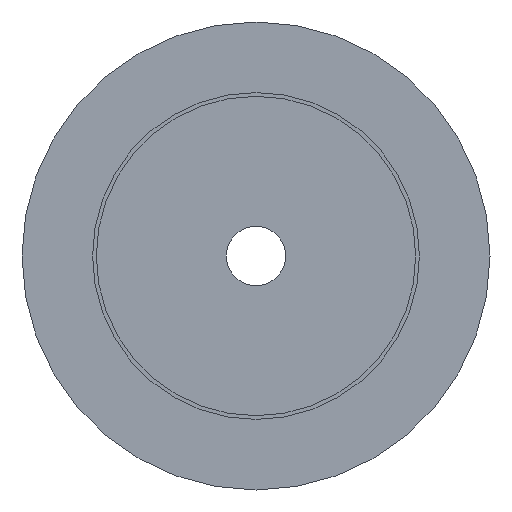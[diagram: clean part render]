
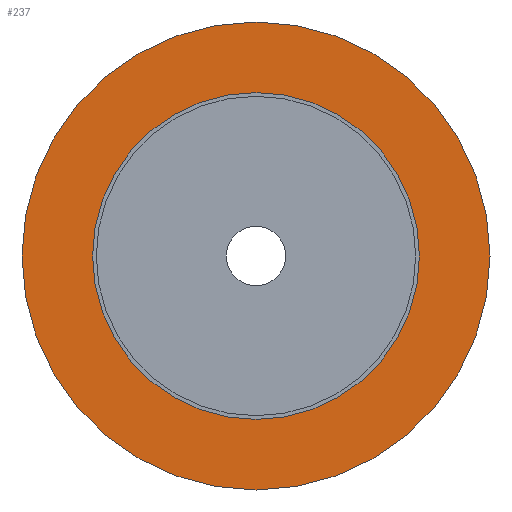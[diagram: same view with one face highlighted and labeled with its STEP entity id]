
A CAD part, front view. The second image highlights one B-rep face of the part: STEP entity #237.
In plain terms, the highlighted planar face has unit normal (0, -1, 0).
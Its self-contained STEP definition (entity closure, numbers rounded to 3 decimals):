
#24=FACE_BOUND('',#73,.T.);
#33=PLANE('',#288);
#48=FACE_OUTER_BOUND('',#72,.T.);
#72=EDGE_LOOP('',(#198));
#73=EDGE_LOOP('',(#199));
#107=CIRCLE('',#274,11.);
#111=CIRCLE('',#281,15.75);
#125=VERTEX_POINT('',#405);
#129=VERTEX_POINT('',#418);
#146=EDGE_CURVE('',#125,#125,#107,.T.);
#153=EDGE_CURVE('',#129,#129,#111,.T.);
#198=ORIENTED_EDGE('',*,*,#153,.F.);
#199=ORIENTED_EDGE('',*,*,#146,.T.);
#237=ADVANCED_FACE('',(#48,#24),#33,.F.);
#274=AXIS2_PLACEMENT_3D('',#406,#329,#330);
#281=AXIS2_PLACEMENT_3D('',#420,#346,#347);
#288=AXIS2_PLACEMENT_3D('',#430,#360,#361);
#329=DIRECTION('center_axis',(0.,1.,0.));
#330=DIRECTION('ref_axis',(1.,0.,0.));
#346=DIRECTION('center_axis',(0.,1.,0.));
#347=DIRECTION('ref_axis',(-1.,0.,0.));
#360=DIRECTION('center_axis',(0.,1.,0.));
#361=DIRECTION('ref_axis',(-1.,0.,0.));
#405=CARTESIAN_POINT('',(-11.,0.,0.));
#406=CARTESIAN_POINT('Origin',(0.,0.,0.));
#418=CARTESIAN_POINT('',(15.75,0.,0.));
#420=CARTESIAN_POINT('Origin',(0.,0.,0.));
#430=CARTESIAN_POINT('Origin',(0.,0.,0.));
